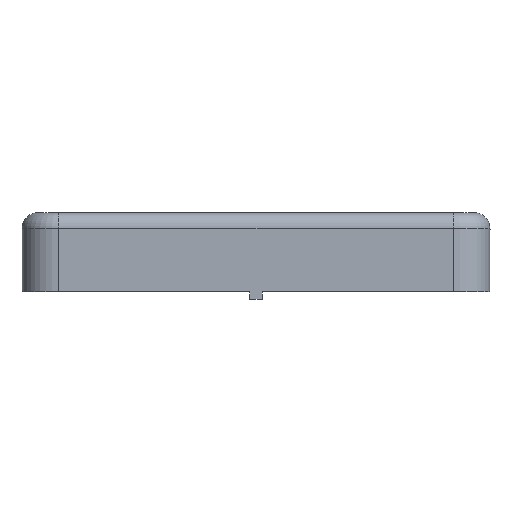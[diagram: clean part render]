
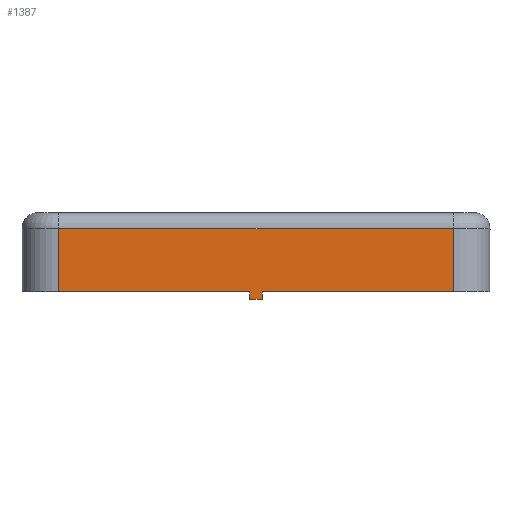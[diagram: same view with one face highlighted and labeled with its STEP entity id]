
A CAD part, left-side view. The second image highlights one B-rep face of the part: STEP entity #1387.
In plain terms, the highlighted face is planar.
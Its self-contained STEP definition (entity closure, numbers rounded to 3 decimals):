
#51=PLANE('',#1556);
#428=ORIENTED_EDGE('',*,*,#677,.T.);
#429=ORIENTED_EDGE('',*,*,#581,.F.);
#430=ORIENTED_EDGE('',*,*,#713,.F.);
#431=ORIENTED_EDGE('',*,*,#728,.T.);
#432=ORIENTED_EDGE('',*,*,#601,.T.);
#433=ORIENTED_EDGE('',*,*,#585,.F.);
#434=ORIENTED_EDGE('',*,*,#730,.F.);
#435=ORIENTED_EDGE('',*,*,#731,.T.);
#581=EDGE_CURVE('',#780,#777,#899,.T.);
#585=EDGE_CURVE('',#784,#781,#901,.T.);
#601=EDGE_CURVE('',#799,#781,#908,.T.);
#677=EDGE_CURVE('',#854,#777,#951,.T.);
#713=EDGE_CURVE('',#870,#780,#972,.T.);
#728=EDGE_CURVE('',#870,#799,#982,.T.);
#730=EDGE_CURVE('',#790,#784,#984,.T.);
#731=EDGE_CURVE('',#790,#854,#985,.T.);
#777=VERTEX_POINT('',#2110);
#780=VERTEX_POINT('',#2115);
#781=VERTEX_POINT('',#2119);
#784=VERTEX_POINT('',#2124);
#790=VERTEX_POINT('',#2138);
#799=VERTEX_POINT('',#2161);
#854=VERTEX_POINT('',#2307);
#870=VERTEX_POINT('',#2364);
#899=LINE('',#2116,#1011);
#901=LINE('',#2125,#1013);
#908=LINE('',#2160,#1020);
#951=LINE('',#2306,#1063);
#972=LINE('',#2365,#1084);
#982=LINE('',#2393,#1094);
#984=LINE('',#2398,#1096);
#985=LINE('',#2399,#1097);
#1011=VECTOR('',#1663,1000.);
#1013=VECTOR('',#1671,1000.);
#1020=VECTOR('',#1706,1000.);
#1063=VECTOR('',#1845,1000.);
#1084=VECTOR('',#1908,1000.);
#1094=VECTOR('',#1946,1000.);
#1096=VECTOR('',#1954,1000.);
#1097=VECTOR('',#1955,1000.);
#1162=EDGE_LOOP('',(#428,#429,#430,#431,#432,#433,#434,#435));
#1260=FACE_BOUND('',#1162,.T.);
#1387=ADVANCED_FACE('',(#1260),#51,.T.);
#1556=AXIS2_PLACEMENT_3D('',#2397,#1952,#1953);
#1663=DIRECTION('',(0.,1.,0.));
#1671=DIRECTION('',(0.,-1.,0.));
#1706=DIRECTION('',(-1.,0.,0.));
#1845=DIRECTION('',(-1.,0.,0.));
#1908=DIRECTION('',(1.,0.,0.));
#1946=DIRECTION('',(0.,1.,0.));
#1952=DIRECTION('',(0.,0.,-1.));
#1953=DIRECTION('',(-1.,0.,0.));
#1954=DIRECTION('',(-1.,0.,0.));
#1955=DIRECTION('',(0.,-1.,0.));
#2110=CARTESIAN_POINT('',(0.5,-6.5,-25.55));
#2115=CARTESIAN_POINT('',(0.5,-7.1,-25.55));
#2116=CARTESIAN_POINT('',(0.5,-7.1,-25.55));
#2119=CARTESIAN_POINT('',(-16.2,-6.5,-25.55));
#2124=CARTESIAN_POINT('',(-16.2,-1.3,-25.55));
#2125=CARTESIAN_POINT('',(-16.2,0.,-25.55));
#2138=CARTESIAN_POINT('',(16.2,-1.3,-25.55));
#2160=CARTESIAN_POINT('',(16.2,-6.5,-25.55));
#2161=CARTESIAN_POINT('',(-0.5,-6.5,-25.55));
#2306=CARTESIAN_POINT('',(16.2,-6.5,-25.55));
#2307=CARTESIAN_POINT('',(16.2,-6.5,-25.55));
#2364=CARTESIAN_POINT('',(-0.5,-7.1,-25.55));
#2365=CARTESIAN_POINT('',(-0.5,-7.1,-25.55));
#2393=CARTESIAN_POINT('',(-0.5,-7.1,-25.55));
#2397=CARTESIAN_POINT('',(16.2,0.,-25.55));
#2398=CARTESIAN_POINT('',(16.2,-1.3,-25.55));
#2399=CARTESIAN_POINT('',(16.2,0.,-25.55));
